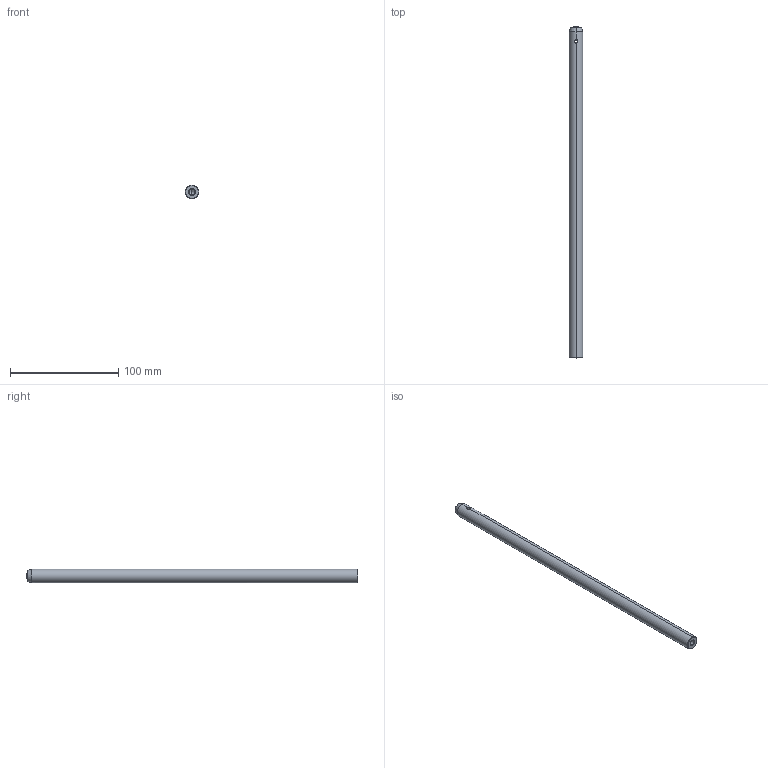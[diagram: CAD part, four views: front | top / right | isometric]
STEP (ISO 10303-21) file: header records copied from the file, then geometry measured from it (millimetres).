
FILE_DESCRIPTION (( 'STEP AP214' ), '1' );
FILE_NAME ('0341-E0W.STEP', '2015-10-27T18:37:20', ( 'admin' ), ( '' ), 'SwSTEP 2.0', 'SolidWorks 2014', '' );
FILE_SCHEMA (( 'AUTOMOTIVE_DESIGN' ));
Length unit declared in the file: millimetre
Products named in the file (1): 0341-E0W
Bounding box: 12.67 x 306.39 x 12.67 mm (x, y, z)
Volume: 38084.4 mm3; surface area: 12920.9 mm2
Topology: 2 solids, 2 shells, 56 faces, 132 edges, 76 vertices
Faces by surface type: cone 24, plane 18, cylinder 10, bspline 4
Entity records: 2523 total; most frequent: CARTESIAN_POINT 661, ORIENTED_EDGE 248, DIRECTION 238, EDGE_CURVE 124, AXIS2_PLACEMENT_3D 89, VERTEX_POINT 76, EDGE_LOOP 62, VECTOR 60
